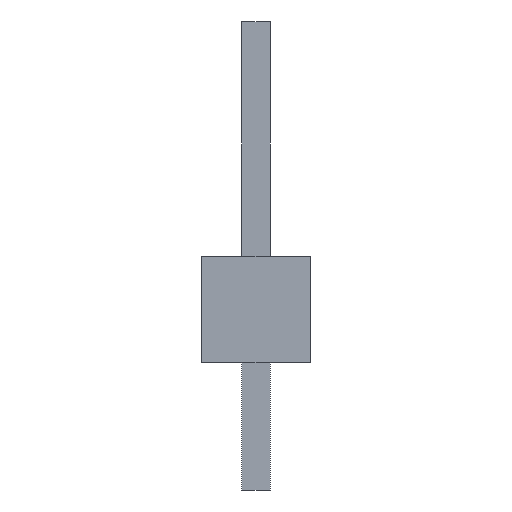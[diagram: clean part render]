
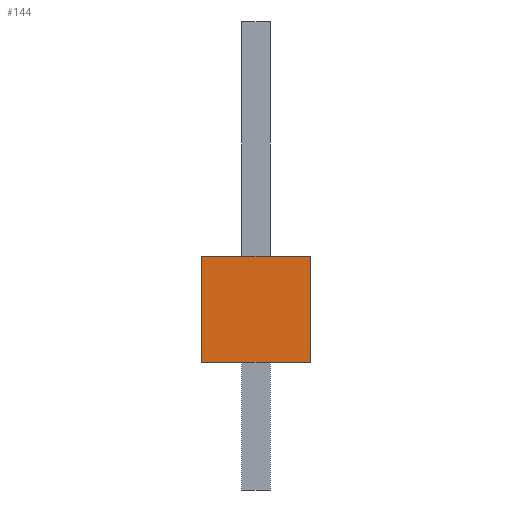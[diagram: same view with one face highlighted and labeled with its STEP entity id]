
A CAD part, front view. The second image highlights one B-rep face of the part: STEP entity #144.
In plain terms, the highlighted planar face has unit normal (0, -1, 0).
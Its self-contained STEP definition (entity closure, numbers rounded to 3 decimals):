
#13=DIRECTION('',(0.,0.,1.));
#14=DIRECTION('',(1.,0.,0.));
#95=EDGE_CURVE('',#96,#98,#100,.T.);
#96=VERTEX_POINT('',#97);
#97=CARTESIAN_POINT('',(-1.27,-1.271,0.));
#98=VERTEX_POINT('',#99);
#99=CARTESIAN_POINT('',(-1.27,-1.271,2.5));
#100=LINE('',#97,#101);
#101=VECTOR('',#13,1.);
#108=DIRECTION('',(0.,1.,0.));
#122=ORIENTED_EDGE('',*,*,#123,.F.);
#123=EDGE_CURVE('',#124,#126,#128,.T.);
#124=VERTEX_POINT('',#125);
#125=CARTESIAN_POINT('',(1.27,-1.271,0.));
#126=VERTEX_POINT('',#127);
#127=CARTESIAN_POINT('',(1.27,-1.271,2.5));
#128=LINE('',#125,#101);
#144=ADVANCED_FACE('',(#145),#155,.F.);
#145=FACE_BOUND('',#146,.F.);
#146=EDGE_LOOP('',(#147,#151,#152,#122));
#147=ORIENTED_EDGE('',*,*,#148,.F.);
#148=EDGE_CURVE('',#96,#124,#149,.T.);
#149=LINE('',#97,#150);
#150=VECTOR('',#14,1.);
#151=ORIENTED_EDGE('',*,*,#95,.T.);
#152=ORIENTED_EDGE('',*,*,#153,.T.);
#153=EDGE_CURVE('',#98,#126,#154,.T.);
#154=LINE('',#99,#150);
#155=PLANE('',#156);
#156=AXIS2_PLACEMENT_3D('',#97,#108,#13);
